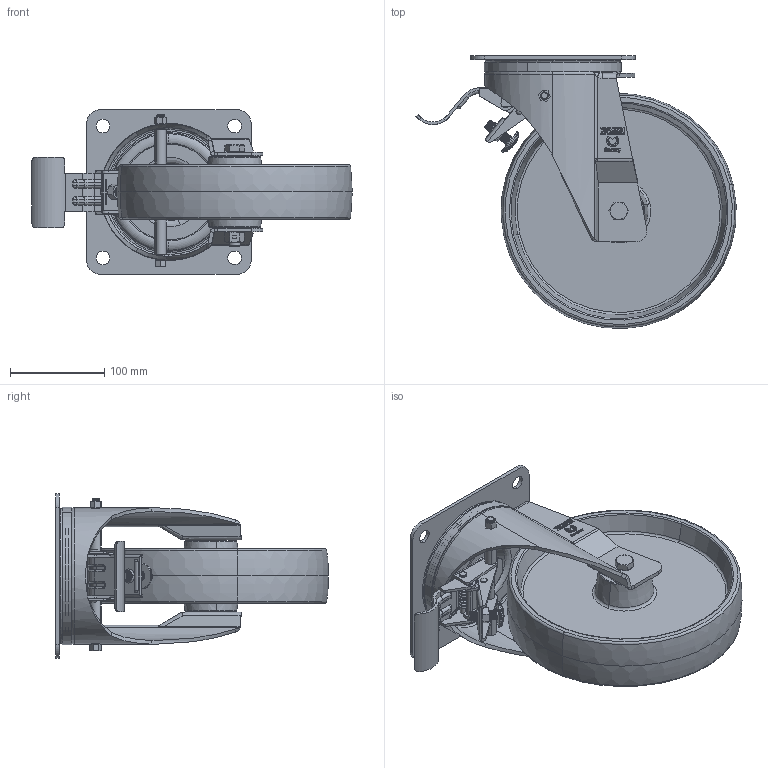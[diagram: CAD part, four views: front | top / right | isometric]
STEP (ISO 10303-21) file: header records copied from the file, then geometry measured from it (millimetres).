
FILE_DESCRIPTION (( 'STEP AP214' ), '1' );
FILE_NAME ('0029976BL_L-IP-PALZ-250-G-3-DSV-GP.STEP', '2016-07-11T12:47:17', ( '' ), ( '' ), 'SwSTEP 2.0', 'SolidWorks 2016', '' );
FILE_SCHEMA (( 'AUTOMOTIVE_DESIGN' ));
Length unit declared in the file: millimetre
Products named in the file (1): 0029976BL_L-IP-PALZ-250-G-3-DSV-GP
Bounding box: 340.43 x 289.83 x 175 mm (x, y, z)
Surface area: 489898.3 mm2 (no closed solid volume)
Topology: 0 solids, 28 shells, 1762 faces, 4820 edges, 3073 vertices
Faces by surface type: cylinder 698, plane 513, torus 218, sphere 172, cone 88, bspline 73
Entity records: 90406 total; most frequent: CARTESIAN_POINT 27900, ORIENTED_EDGE 9222, DIRECTION 9025, EDGE_CURVE 4611, AXIS2_PLACEMENT_3D 3623, VERTEX_POINT 2962, CIRCLE 1933, EDGE_LOOP 1901
